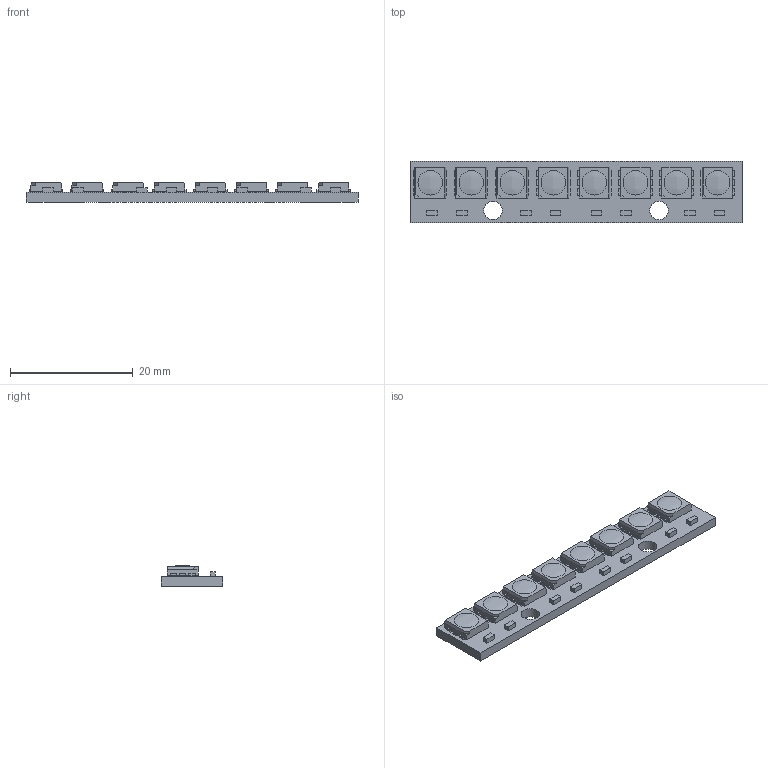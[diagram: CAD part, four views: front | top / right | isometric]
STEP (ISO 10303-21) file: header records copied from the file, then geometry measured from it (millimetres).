
FILE_DESCRIPTION(/* description */ (''),/* implementation_level */ '2;1');
FILE_NAME(/* name */ 'CJMCU-2812-8.stp',/* time_stamp */ '2023-03-06T17:48:31+01:00',/* author */ ('Saper'),/* organization */ (''),/* preprocessor_version */ 'ST-DEVELOPER v16.13',/* originating_system */ 'Generic',/* authorisation */ '');
FILE_SCHEMA (('AUTOMOTIVE_DESIGN { 1 0 10303 214 3 1 1 }'));
Length unit declared in the file: millimetre
Products named in the file (6): CJMCU-2812-8; CJMCU-2812-8_PCB; 5050 led; PART1; PART2; PART3
Assembly tree (17 placements, depth 3):
  CJMCU-2812-8
    CJMCU-2812-8_PCB
    5050 led  x8
      PART1
      PART2
      PART3
Bounding box: 54 x 10 x 3.35 mm (x, y, z)
Volume: 1142.2 mm3; surface area: 2492.8 mm2
Topology: 65 solids, 65 shells, 1104 faces, 2692 edges, 1792 vertices
Faces by surface type: plane 916, bspline 154, cylinder 26, sphere 8
Full cylindrical faces by diameter (mm): 1 x8, 3 x2, 4 x16
Entity records: 17419 total; most frequent: CARTESIAN_POINT 4753, ORIENTED_EDGE 2790, DIRECTION 1907, EDGE_CURVE 1395, LINE 1077, VECTOR 1077, VERTEX_POINT 933, EDGE_LOOP 604
